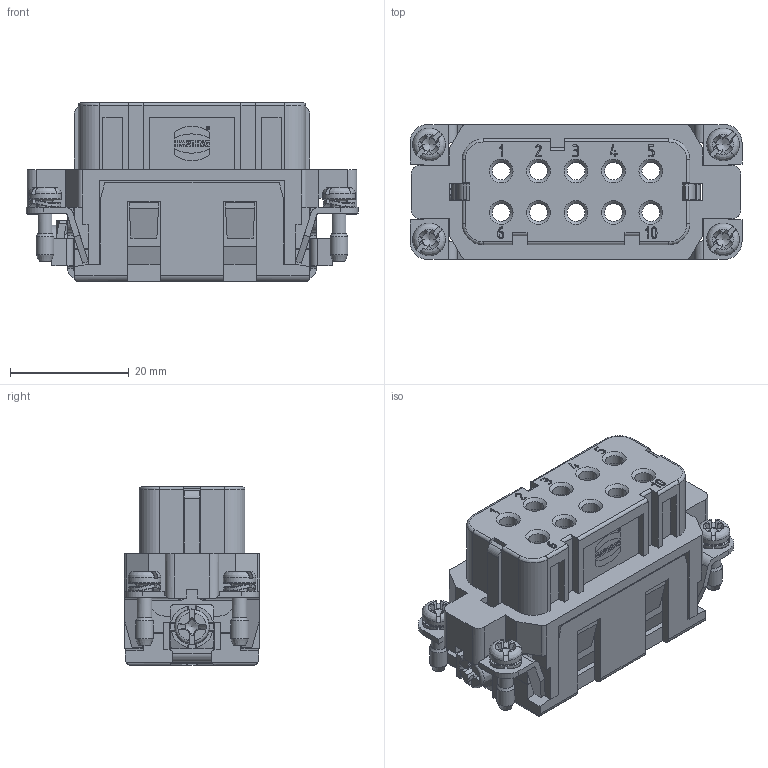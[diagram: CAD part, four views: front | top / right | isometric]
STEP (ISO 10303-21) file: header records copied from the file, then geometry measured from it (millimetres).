
FILE_DESCRIPTION(/* description */ (''),/* implementation_level */ '2;1');
FILE_NAME(/* name */ '100094956ugm000_c.stp',/* time_stamp */ '2017-11-17T13:55:37+01:00',/* author */ (''),/* organization */ (''),/* preprocessor_version */ 'ST-DEVELOPER v16',/* originating_system */ 'SIEMENS PLM Software NX 10.0',/* authorisation */ '');
FILE_SCHEMA (('AUTOMOTIVE_DESIGN { 1 0 10303 214 3 1 1 1 }'));
Length unit declared in the file: millimetre
Products named in the file (1): 100094956ugm000_c
Bounding box: 55.9 x 22.8 x 30.1 mm (x, y, z)
Volume: 18758.3 mm3; surface area: 16010.7 mm2
Topology: 1 solids, 1 shells, 1120 faces, 3101 edges, 2047 vertices
Faces by surface type: plane 704, cylinder 201, bspline 128, cone 53, extrusion 22, torus 12
Full cylindrical faces by diameter (mm): 1.95 x2, 2 x2, 2.5 x4, 2.595 x4, 2.85 x1, 3 x15, 3.5 x1, 3.86 x2, 4.8 x10, 5.5 x4
Entity records: 45987 total; most frequent: CARTESIAN_POINT 10845, ORIENTED_EDGE 5976, DIRECTION 5155, EDGE_CURVE 2988, VERTEX_POINT 2010, VECTOR 1903, LINE 1881, AXIS2_PLACEMENT_3D 1626
